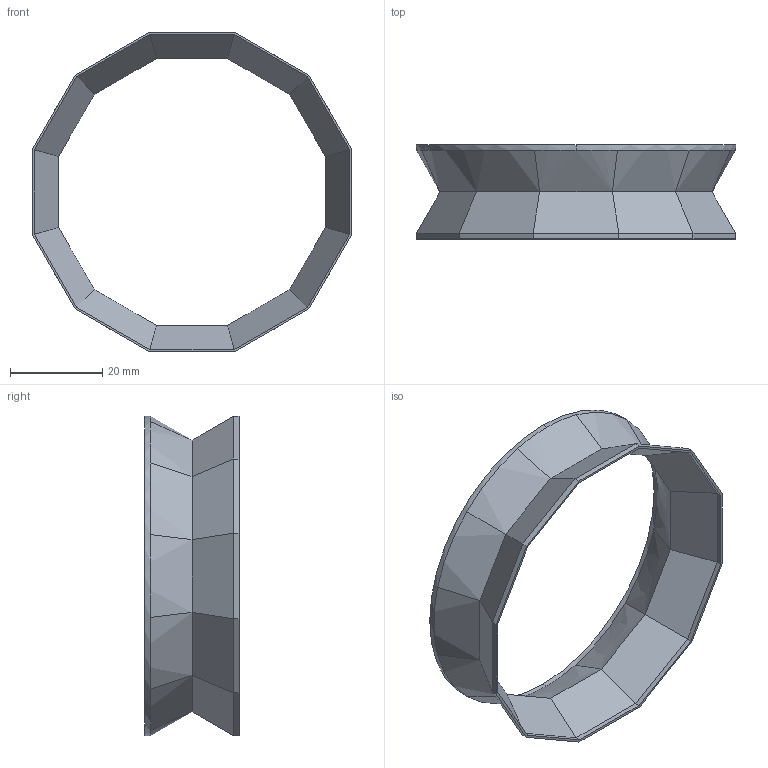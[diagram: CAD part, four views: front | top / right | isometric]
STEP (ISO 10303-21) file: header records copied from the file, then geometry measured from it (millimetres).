
FILE_DESCRIPTION (( 'STEP AP214' ), '1' );
FILE_NAME ('(x1)_POSPA_RecRoundv1.STEP', '2023-12-12T15:52:35', ( '' ), ( '' ), 'SwSTEP 2.0', 'SolidWorks 2022', '' );
FILE_SCHEMA (( 'AUTOMOTIVE_DESIGN' ));
Length unit declared in the file: millimetre
Products named in the file (1): (x1)_POSPA_RecRoundv1
Bounding box: 69.34 x 20.4 x 69.34 mm (x, y, z)
Volume: 2356.1 mm3; surface area: 9643.4 mm2
Topology: 1 solids, 1 shells, 78 faces, 180 edges, 104 vertices
Faces by surface type: plane 50, bspline 24, cylinder 4
Entity records: 3198 total; most frequent: CARTESIAN_POINT 1553, ORIENTED_EDGE 360, DIRECTION 270, EDGE_CURVE 180, LINE 124, VECTOR 124, VERTEX_POINT 104, EDGE_LOOP 80
